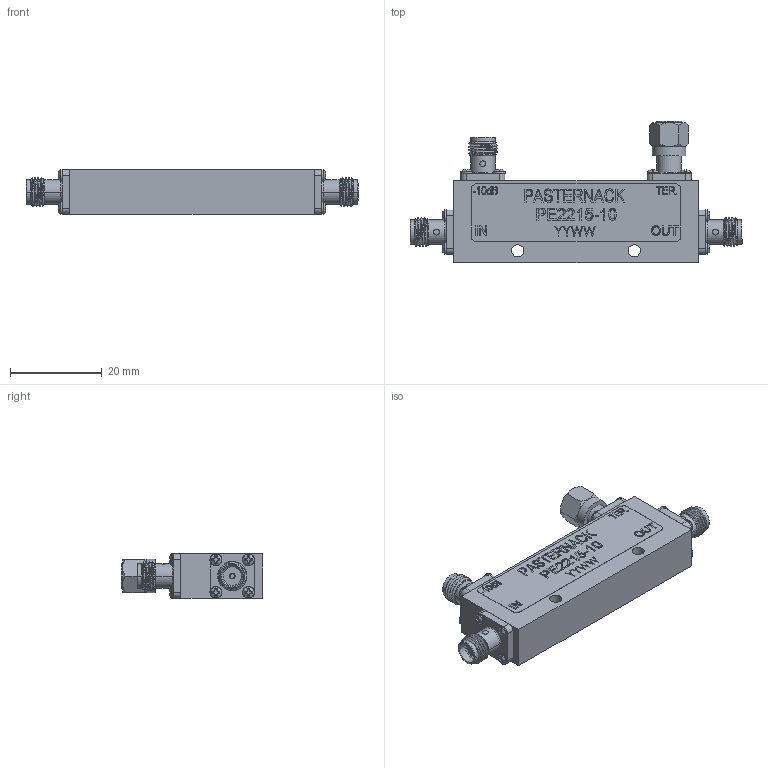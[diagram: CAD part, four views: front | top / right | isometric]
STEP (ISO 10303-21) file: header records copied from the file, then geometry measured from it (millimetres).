
FILE_DESCRIPTION (( 'STEP AP203' ), '1' );
FILE_NAME ('PE2215-10.step', '2018-09-05T15:43:36', ( '' ), ( '' ), 'SwSTEP 2.0', 'SolidWorks 2017', '' );
FILE_SCHEMA (( 'CONFIG_CONTROL_DESIGN' ));
Products named in the file (1): PE2215-10
Bounding box: 72.35 x 30.73 x 9.73 mm (x, y, z)
Volume: 10513.2 mm3; surface area: 6896.4 mm2
Topology: 7 solids, 7 shells, 1314 faces, 3448 edges, 2250 vertices
Faces by surface type: plane 680, cylinder 290, bspline 226, cone 110, torus 8
Entity records: 58812 total; most frequent: CARTESIAN_POINT 28695, ORIENTED_EDGE 6896, DIRECTION 5174, EDGE_CURVE 3448, VERTEX_POINT 2250, VECTOR 1774, LINE 1774, AXIS2_PLACEMENT_3D 1700
